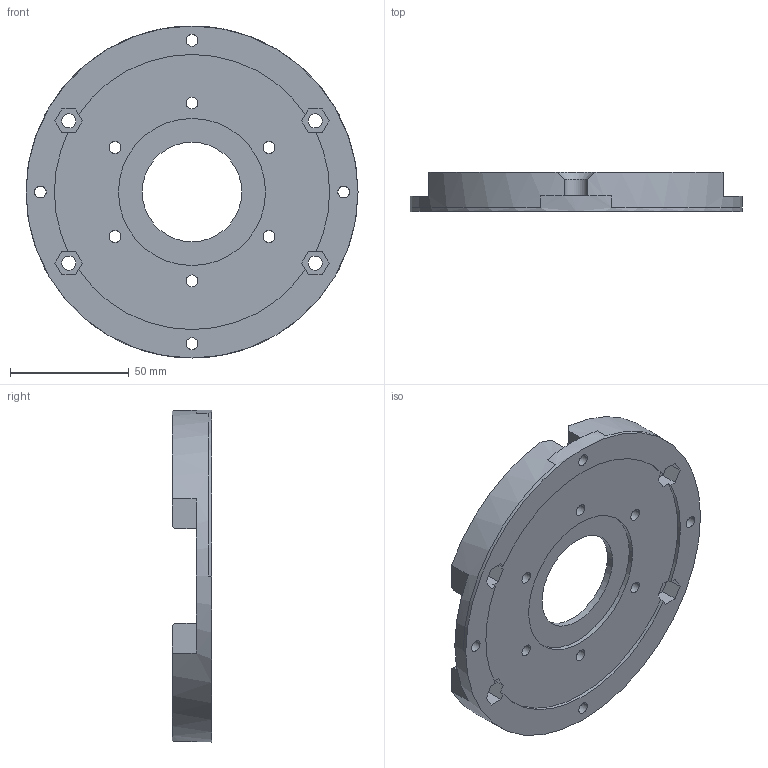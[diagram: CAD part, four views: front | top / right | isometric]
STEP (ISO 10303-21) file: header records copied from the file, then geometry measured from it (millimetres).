
FILE_DESCRIPTION((''),'2;1');
FILE_NAME('OBMP-TCU-1186','2023-10-10T13:35:11',('ccha425'),('Department of Mechanical Engineering, The University of Auckland'),'CREO PARAMETRIC BY PTC INC, 2017260','CREO PARAMETRIC BY PTC INC, 2017260','');
FILE_SCHEMA(('CONFIG_CONTROL_DESIGN'));
Length unit declared in the file: millimetre
Products named in the file (1): OBMP-TCU-1186
Bounding box: 140 x 16.5 x 140 mm (x, y, z)
Volume: 131212.7 mm3; surface area: 39680.1 mm2
Topology: 1 solids, 1 shells, 110 faces, 322 edges, 216 vertices
Faces by surface type: plane 60, cylinder 46, cone 4
Entity records: 3814 total; most frequent: CARTESIAN_POINT 708, ORIENTED_EDGE 644, DIRECTION 634, EDGE_CURVE 322, AXIS2_PLACEMENT_3D 216, VERTEX_POINT 216, VECTOR 202, LINE 202
